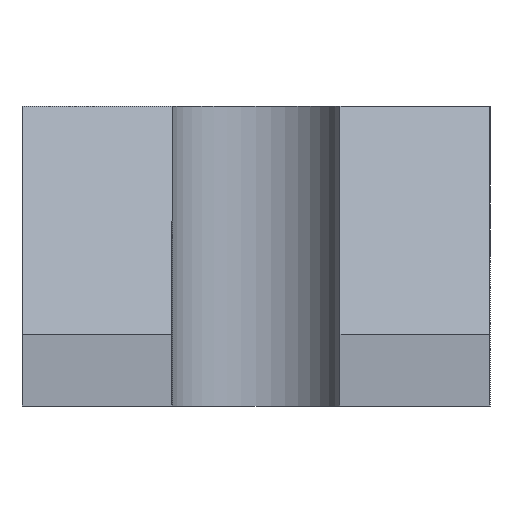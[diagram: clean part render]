
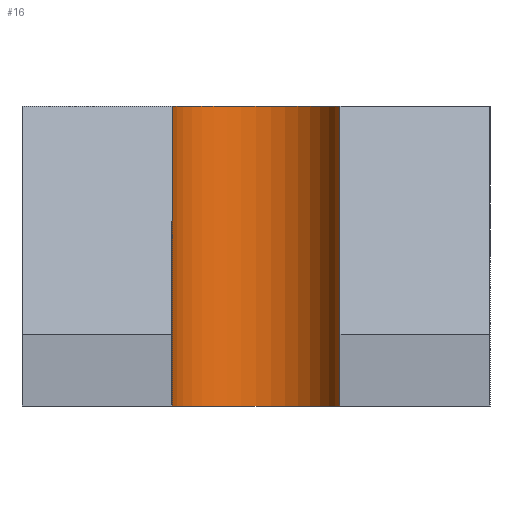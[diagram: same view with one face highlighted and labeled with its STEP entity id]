
A CAD part, left-side view. The second image highlights one B-rep face of the part: STEP entity #16.
In plain terms, the highlighted cylindrical face has radius 7 mm (diameter 14 mm), a partial arc.
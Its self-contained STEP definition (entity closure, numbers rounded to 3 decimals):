
#5 = VERTEX_POINT ( 'NONE', #363 ) ;
#9 = CIRCLE ( 'NONE', #400, 7. ) ;
#15 = CARTESIAN_POINT ( 'NONE',  ( 0., -7., 0. ) ) ;
#16 = ADVANCED_FACE ( 'NONE', ( #173 ), #252, .F. ) ;
#24 = DIRECTION ( 'NONE',  ( 0., 1., 0. ) ) ;
#35 = VECTOR ( 'NONE', #71, 1000. ) ;
#39 = ORIENTED_EDGE ( 'NONE', *, *, #210, .F. ) ;
#53 = EDGE_CURVE ( 'NONE', #407, #379, #282, .T. ) ;
#56 = DIRECTION ( 'NONE',  ( 0., 1., 0. ) ) ;
#71 = DIRECTION ( 'NONE',  ( 0., 0., -1. ) ) ;
#130 = CARTESIAN_POINT ( 'NONE',  ( 0., 7., 0. ) ) ;
#173 = FACE_OUTER_BOUND ( 'NONE', #352, .T. ) ;
#187 = CARTESIAN_POINT ( 'NONE',  ( 0., -7., 0. ) ) ;
#210 = EDGE_CURVE ( 'NONE', #5, #382, #228, .T. ) ;
#214 = CARTESIAN_POINT ( 'NONE',  ( 0., 0., 0. ) ) ;
#215 = EDGE_CURVE ( 'NONE', #407, #382, #9, .T. ) ;
#224 = ORIENTED_EDGE ( 'NONE', *, *, #215, .T. ) ;
#228 = LINE ( 'NONE', #187, #35 ) ;
#231 = DIRECTION ( 'NONE',  ( 0., 1., 0. ) ) ;
#237 = AXIS2_PLACEMENT_3D ( 'NONE', #360, #427, #56 ) ;
#252 = CYLINDRICAL_SURFACE ( 'NONE', #392, 7. ) ;
#265 = CARTESIAN_POINT ( 'NONE',  ( 0., 0., 0. ) ) ;
#282 = LINE ( 'NONE', #361, #372 ) ;
#293 = ORIENTED_EDGE ( 'NONE', *, *, #53, .F. ) ;
#332 = DIRECTION ( 'NONE',  ( 0., 0., 1. ) ) ;
#336 = DIRECTION ( 'NONE',  ( 0., 0., 1. ) ) ;
#351 = CIRCLE ( 'NONE', #237, 7. ) ;
#352 = EDGE_LOOP ( 'NONE', ( #224, #39, #376, #293 ) ) ;
#360 = CARTESIAN_POINT ( 'NONE',  ( 0., 0., 25. ) ) ;
#361 = CARTESIAN_POINT ( 'NONE',  ( 0., 7., 0. ) ) ;
#363 = CARTESIAN_POINT ( 'NONE',  ( 0., -7., 25. ) ) ;
#372 = VECTOR ( 'NONE', #332, 1000. ) ;
#376 = ORIENTED_EDGE ( 'NONE', *, *, #395, .F. ) ;
#378 = DIRECTION ( 'NONE',  ( 0., 0., -1. ) ) ;
#379 = VERTEX_POINT ( 'NONE', #399 ) ;
#382 = VERTEX_POINT ( 'NONE', #15 ) ;
#392 = AXIS2_PLACEMENT_3D ( 'NONE', #214, #336, #24 ) ;
#395 = EDGE_CURVE ( 'NONE', #379, #5, #351, .T. ) ;
#399 = CARTESIAN_POINT ( 'NONE',  ( 0., 7., 25. ) ) ;
#400 = AXIS2_PLACEMENT_3D ( 'NONE', #265, #378, #231 ) ;
#407 = VERTEX_POINT ( 'NONE', #130 ) ;
#427 = DIRECTION ( 'NONE',  ( 0., 0., -1. ) ) ;
